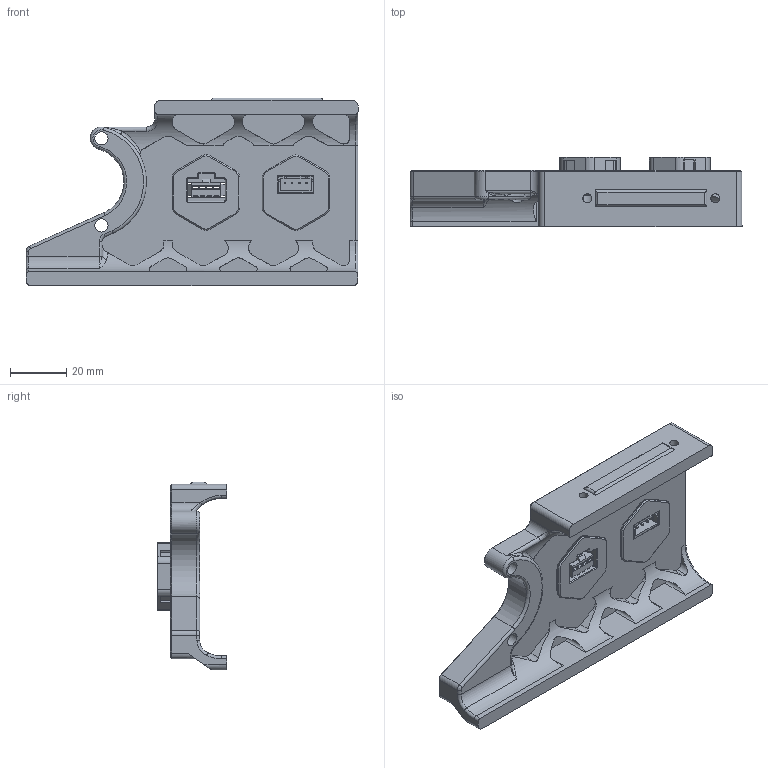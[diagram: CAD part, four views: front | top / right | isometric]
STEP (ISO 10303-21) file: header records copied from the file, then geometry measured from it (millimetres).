
FILE_DESCRIPTION(/* description */ (''),/* implementation_level */ '2;1');
FILE_NAME(/* name */ 'rear_skirt_button_carrier.step',/* time_stamp */ '2022-09-03T13:01:12+12:00',/* author */ (''),/* organization */ (''),/* preprocessor_version */ 'ST-DEVELOPER v19',/* originating_system */ 'Autodesk Translation Framework v11.7.0.108',/* authorisation */ '');
FILE_SCHEMA (('AUTOMOTIVE_DESIGN { 1 0 10303 214 3 1 1 }'));
Length unit declared in the file: millimetre
Products named in the file (5): VORON2.4_Assembly_CAN_Skirt; skirt_button_jst_sm; jst_sm2_54_4-pin_male; skirt_button_jst_xhp; JST XH 4 B4B-XH-A
Assembly tree (4 placements, depth 3):
  VORON2.4_Assembly_CAN_Skirt
    skirt_button_jst_sm
      jst_sm2_54_4-pin_male
    skirt_button_jst_xhp
      JST XH 4 B4B-XH-A
Bounding box: 118 x 24.7 x 66.8 mm (x, y, z)
Volume: 56587.9 mm3; surface area: 26880.3 mm2
Topology: 5 solids, 5 shells, 848 faces, 2205 edges, 1363 vertices
Faces by surface type: plane 577, cylinder 164, cone 82, bspline 15, torus 10
Full cylindrical faces by diameter (mm): 3.2 x2, 4.7 x3, 6 x2
Entity records: 26501 total; most frequent: CARTESIAN_POINT 5578, ORIENTED_EDGE 4390, DIRECTION 4179, EDGE_CURVE 2195, LINE 1681, VECTOR 1681, VERTEX_POINT 1363, AXIS2_PLACEMENT_3D 1249
